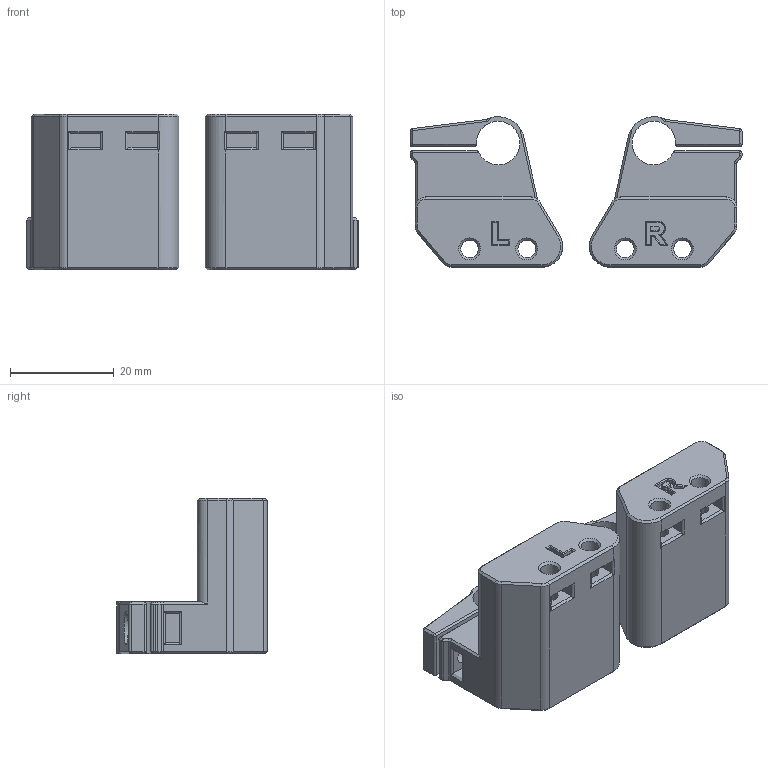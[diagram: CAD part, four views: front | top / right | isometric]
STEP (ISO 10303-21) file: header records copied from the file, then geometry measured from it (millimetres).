
FILE_DESCRIPTION(/* description */ (''),/* implementation_level */ '2;1');
FILE_NAME(/* name */ 'y_rod_holder_rear_B_1_25 v2.step',/* time_stamp */ '2025-09-21T14:18:24-04:00',/* author */ (''),/* organization */ (''),/* preprocessor_version */ 'ST-DEVELOPER v20.1',/* originating_system */ 'Autodesk Translation Framework v14.17.0.0',/* authorisation */ '');
FILE_SCHEMA (('AUTOMOTIVE_DESIGN { 1 0 10303 214 3 1 1 }'));
Length unit declared in the file: millimetre
Products named in the file (1): y_rod_holder_rear_B_1_25
Bounding box: 64 x 29 x 30 mm (x, y, z)
Volume: 23394 mm3; surface area: 10041.9 mm2
Topology: 2 solids, 2 shells, 335 faces, 824 edges, 502 vertices
Faces by surface type: plane 189, cylinder 60, cone 54, bspline 32
Full cylindrical faces by diameter (mm): 3.4 x14, 6.5 x2
Entity records: 10552 total; most frequent: CARTESIAN_POINT 2707, ORIENTED_EDGE 1648, DIRECTION 1543, EDGE_CURVE 824, LINE 559, VECTOR 559, VERTEX_POINT 502, AXIS2_PLACEMENT_3D 492
